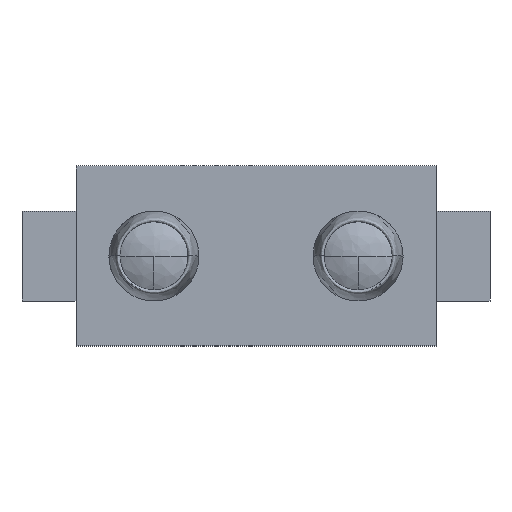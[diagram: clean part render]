
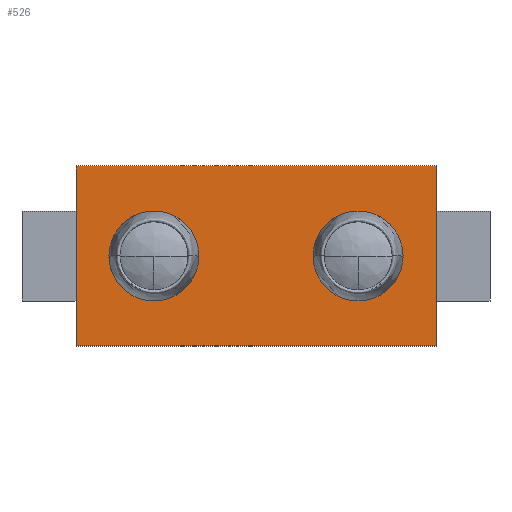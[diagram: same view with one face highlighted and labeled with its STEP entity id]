
A CAD part, top view. The second image highlights one B-rep face of the part: STEP entity #526.
In plain terms, the highlighted planar face has unit normal (0, 0, 1).
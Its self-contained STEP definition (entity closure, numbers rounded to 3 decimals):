
#224=FACE_BOUND('',#1239,.T.);
#225=FACE_BOUND('',#1240,.T.);
#526=ADVANCED_FACE('',(#870,#224,#225),#4962,.T.);
#870=FACE_OUTER_BOUND('',#1238,.T.);
#1238=EDGE_LOOP('',(#2580,#2581,#2582,#2583));
#1239=EDGE_LOOP('',(#2584,#2585));
#1240=EDGE_LOOP('',(#2586,#2587));
#2580=ORIENTED_EDGE('',*,*,#3464,.F.);
#2581=ORIENTED_EDGE('',*,*,#3461,.F.);
#2582=ORIENTED_EDGE('',*,*,#3458,.F.);
#2583=ORIENTED_EDGE('',*,*,#3454,.F.);
#2584=ORIENTED_EDGE('',*,*,#3466,.T.);
#2585=ORIENTED_EDGE('',*,*,#3577,.T.);
#2586=ORIENTED_EDGE('',*,*,#3582,.F.);
#2587=ORIENTED_EDGE('',*,*,#3573,.F.);
#3454=EDGE_CURVE('',#4742,#4743,#3846,.T.);
#3458=EDGE_CURVE('',#4743,#4746,#3850,.T.);
#3461=EDGE_CURVE('',#4746,#4748,#3853,.T.);
#3464=EDGE_CURVE('',#4748,#4742,#3856,.T.);
#3466=EDGE_CURVE('',#4750,#4819,#4306,.T.);
#3573=EDGE_CURVE('',#4817,#4822,#4337,.T.);
#3577=EDGE_CURVE('',#4819,#4750,#4341,.T.);
#3582=EDGE_CURVE('',#4822,#4817,#4346,.T.);
#3846=B_SPLINE_CURVE_WITH_KNOTS('',1,(#15504,#15505),.UNSPECIFIED.,.F.,
 .F.,(2,2),(0.,100.),.UNSPECIFIED.);
#3850=B_SPLINE_CURVE_WITH_KNOTS('',1,(#15512,#15513),.UNSPECIFIED.,.F.,
 .F.,(2,2),(100.,300.),.UNSPECIFIED.);
#3853=B_SPLINE_CURVE_WITH_KNOTS('',1,(#15518,#15519),.UNSPECIFIED.,.F.,
 .F.,(2,2),(300.,400.),.UNSPECIFIED.);
#3856=B_SPLINE_CURVE_WITH_KNOTS('',1,(#15524,#15525),.UNSPECIFIED.,.F.,
 .F.,(2,2),(400.,600.),.UNSPECIFIED.);
#4306=(
BOUNDED_CURVE()
B_SPLINE_CURVE(2,(#15528,#15529,#15530,#15531,#15532),.UNSPECIFIED.,.F.,
 .F.)
B_SPLINE_CURVE_WITH_KNOTS((3,2,3),(0.,39.27,78.54),
 .UNSPECIFIED.)
CURVE()
GEOMETRIC_REPRESENTATION_ITEM()
RATIONAL_B_SPLINE_CURVE((1.,0.707,1.,0.707,1.))
REPRESENTATION_ITEM('')
);
#4337=(
BOUNDED_CURVE()
B_SPLINE_CURVE(2,(#15843,#15844,#15845,#15846,#15847),.UNSPECIFIED.,.F.,
 .F.)
B_SPLINE_CURVE_WITH_KNOTS((3,2,3),(-157.08,-117.81,-78.54),
 .UNSPECIFIED.)
CURVE()
GEOMETRIC_REPRESENTATION_ITEM()
RATIONAL_B_SPLINE_CURVE((1.,0.707,1.,0.707,1.))
REPRESENTATION_ITEM('')
);
#4341=(
BOUNDED_CURVE()
B_SPLINE_CURVE(2,(#15858,#15859,#15860,#15861,#15862),.UNSPECIFIED.,.F.,
 .F.)
B_SPLINE_CURVE_WITH_KNOTS((3,2,3),(78.54,117.81,157.08),
 .UNSPECIFIED.)
CURVE()
GEOMETRIC_REPRESENTATION_ITEM()
RATIONAL_B_SPLINE_CURVE((1.,0.707,1.,0.707,1.))
REPRESENTATION_ITEM('')
);
#4346=(
BOUNDED_CURVE()
B_SPLINE_CURVE(2,(#15877,#15878,#15879,#15880,#15881),.UNSPECIFIED.,.F.,
 .F.)
B_SPLINE_CURVE_WITH_KNOTS((3,2,3),(-78.54,-39.27,
0.),.UNSPECIFIED.)
CURVE()
GEOMETRIC_REPRESENTATION_ITEM()
RATIONAL_B_SPLINE_CURVE((1.,0.707,1.,0.707,1.))
REPRESENTATION_ITEM('')
);
#4742=VERTEX_POINT('',#15422);
#4743=VERTEX_POINT('',#15423);
#4746=VERTEX_POINT('',#15426);
#4748=VERTEX_POINT('',#15428);
#4750=VERTEX_POINT('',#15430);
#4817=VERTEX_POINT('',#15497);
#4819=VERTEX_POINT('',#15499);
#4822=VERTEX_POINT('',#15502);
#4962=PLANE('',#5324);
#5324=AXIS2_PLACEMENT_3D('',#15402,#5467,$);
#5467=DIRECTION('',(0.,0.,1.));
#15402=CARTESIAN_POINT('',(-100.,-50.,40.));
#15422=CARTESIAN_POINT('',(-100.,-50.,40.));
#15423=CARTESIAN_POINT('',(-100.,50.,40.));
#15426=CARTESIAN_POINT('',(100.,50.,40.));
#15428=CARTESIAN_POINT('',(100.,-50.,40.));
#15430=CARTESIAN_POINT('',(-31.7,0.,40.));
#15497=CARTESIAN_POINT('',(81.7,0.,40.));
#15499=CARTESIAN_POINT('',(-81.7,0.,40.));
#15502=CARTESIAN_POINT('',(31.7,0.,40.));
#15504=CARTESIAN_POINT('',(-100.,-50.,40.));
#15505=CARTESIAN_POINT('',(-100.,50.,40.));
#15512=CARTESIAN_POINT('',(-100.,50.,40.));
#15513=CARTESIAN_POINT('',(100.,50.,40.));
#15518=CARTESIAN_POINT('',(100.,50.,40.));
#15519=CARTESIAN_POINT('',(100.,-50.,40.));
#15524=CARTESIAN_POINT('',(100.,-50.,40.));
#15525=CARTESIAN_POINT('',(-100.,-50.,40.));
#15528=CARTESIAN_POINT('',(-31.7,0.,40.));
#15529=CARTESIAN_POINT('',(-31.7,-25.,40.));
#15530=CARTESIAN_POINT('',(-56.7,-25.,40.));
#15531=CARTESIAN_POINT('',(-81.7,-25.,40.));
#15532=CARTESIAN_POINT('',(-81.7,0.,40.));
#15843=CARTESIAN_POINT('',(81.7,0.,40.));
#15844=CARTESIAN_POINT('',(81.7,25.,40.));
#15845=CARTESIAN_POINT('',(56.7,25.,40.));
#15846=CARTESIAN_POINT('',(31.7,25.,40.));
#15847=CARTESIAN_POINT('',(31.7,0.,40.));
#15858=CARTESIAN_POINT('',(-81.7,0.,40.));
#15859=CARTESIAN_POINT('',(-81.7,25.,40.));
#15860=CARTESIAN_POINT('',(-56.7,25.,40.));
#15861=CARTESIAN_POINT('',(-31.7,25.,40.));
#15862=CARTESIAN_POINT('',(-31.7,0.,40.));
#15877=CARTESIAN_POINT('',(31.7,0.,40.));
#15878=CARTESIAN_POINT('',(31.7,-25.,40.));
#15879=CARTESIAN_POINT('',(56.7,-25.,40.));
#15880=CARTESIAN_POINT('',(81.7,-25.,40.));
#15881=CARTESIAN_POINT('',(81.7,0.,40.));
